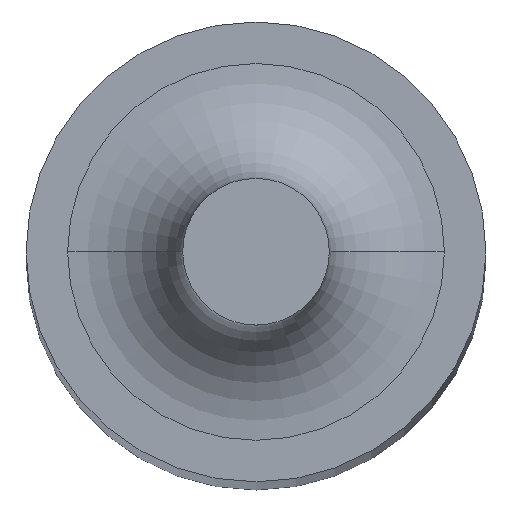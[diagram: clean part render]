
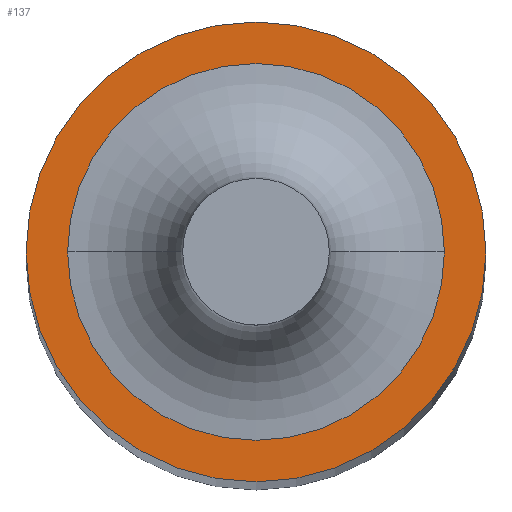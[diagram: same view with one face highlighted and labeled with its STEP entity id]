
A CAD part, top view. The second image highlights one B-rep face of the part: STEP entity #137.
In plain terms, the highlighted planar face has unit normal (0, 0, 1).
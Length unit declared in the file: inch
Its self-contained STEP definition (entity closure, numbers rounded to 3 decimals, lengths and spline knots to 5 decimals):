
#13 = CIRCLE ( 'NONE', #143, 0.09375 ) ;
#15 = PLANE ( 'NONE',  #381 ) ;
#17 = DIRECTION ( 'NONE',  ( 0., 0., 1. ) ) ;
#22 = DIRECTION ( 'NONE',  ( -1., 0., 0. ) ) ;
#38 = EDGE_LOOP ( 'NONE', ( #367, #216 ) ) ;
#51 = DIRECTION ( 'NONE',  ( 0., 0., -1. ) ) ;
#71 = EDGE_CURVE ( 'NONE', #100, #138, #309, .T. ) ;
#80 = FACE_BOUND ( 'NONE', #89, .T. ) ;
#81 = CARTESIAN_POINT ( 'NONE',  ( 0., 0., 1.9481 ) ) ;
#89 = EDGE_LOOP ( 'NONE', ( #248, #319 ) ) ;
#100 = VERTEX_POINT ( 'NONE', #329 ) ;
#102 = EDGE_CURVE ( 'NONE', #138, #100, #203, .T. ) ;
#104 = CIRCLE ( 'NONE', #400, 0.09375 ) ;
#109 = CARTESIAN_POINT ( 'NONE',  ( 0.07681, 0., 1.9481 ) ) ;
#112 = DIRECTION ( 'NONE',  ( 1., 0., 0. ) ) ;
#115 = FACE_OUTER_BOUND ( 'NONE', #38, .T. ) ;
#137 = ADVANCED_FACE ( 'NONE', ( #80, #115 ), #15, .T. ) ;
#138 = VERTEX_POINT ( 'NONE', #109 ) ;
#141 = CARTESIAN_POINT ( 'NONE',  ( 0., 0., 1.9481 ) ) ;
#143 = AXIS2_PLACEMENT_3D ( 'NONE', #278, #311, #379 ) ;
#145 = EDGE_CURVE ( 'NONE', #183, #255, #104, .T. ) ;
#172 = CARTESIAN_POINT ( 'NONE',  ( 0.09375, 0., 1.9481 ) ) ;
#180 = AXIS2_PLACEMENT_3D ( 'NONE', #81, #398, #22 ) ;
#183 = VERTEX_POINT ( 'NONE', #198 ) ;
#198 = CARTESIAN_POINT ( 'NONE',  ( -0.09375, 0., 1.9481 ) ) ;
#203 = CIRCLE ( 'NONE', #180, 0.07681 ) ;
#204 = DIRECTION ( 'NONE',  ( -1., 0., 0. ) ) ;
#216 = ORIENTED_EDGE ( 'NONE', *, *, #351, .T. ) ;
#227 = AXIS2_PLACEMENT_3D ( 'NONE', #331, #51, #204 ) ;
#248 = ORIENTED_EDGE ( 'NONE', *, *, #71, .T. ) ;
#255 = VERTEX_POINT ( 'NONE', #172 ) ;
#278 = CARTESIAN_POINT ( 'NONE',  ( 0., 0., 1.9481 ) ) ;
#302 = CARTESIAN_POINT ( 'NONE',  ( -0.07681, 0., 1.9481 ) ) ;
#304 = DIRECTION ( 'NONE',  ( -1., 0., 0. ) ) ;
#309 = CIRCLE ( 'NONE', #227, 0.07681 ) ;
#311 = DIRECTION ( 'NONE',  ( 0., 0., 1. ) ) ;
#319 = ORIENTED_EDGE ( 'NONE', *, *, #102, .T. ) ;
#329 = CARTESIAN_POINT ( 'NONE',  ( -0.07681, 0., 1.9481 ) ) ;
#331 = CARTESIAN_POINT ( 'NONE',  ( 0., 0., 1.9481 ) ) ;
#351 = EDGE_CURVE ( 'NONE', #255, #183, #13, .T. ) ;
#367 = ORIENTED_EDGE ( 'NONE', *, *, #145, .T. ) ;
#379 = DIRECTION ( 'NONE',  ( 1., 0., 0. ) ) ;
#381 = AXIS2_PLACEMENT_3D ( 'NONE', #302, #17, #304 ) ;
#398 = DIRECTION ( 'NONE',  ( 0., 0., -1. ) ) ;
#399 = DIRECTION ( 'NONE',  ( 0., 0., 1. ) ) ;
#400 = AXIS2_PLACEMENT_3D ( 'NONE', #141, #399, #112 ) ;
